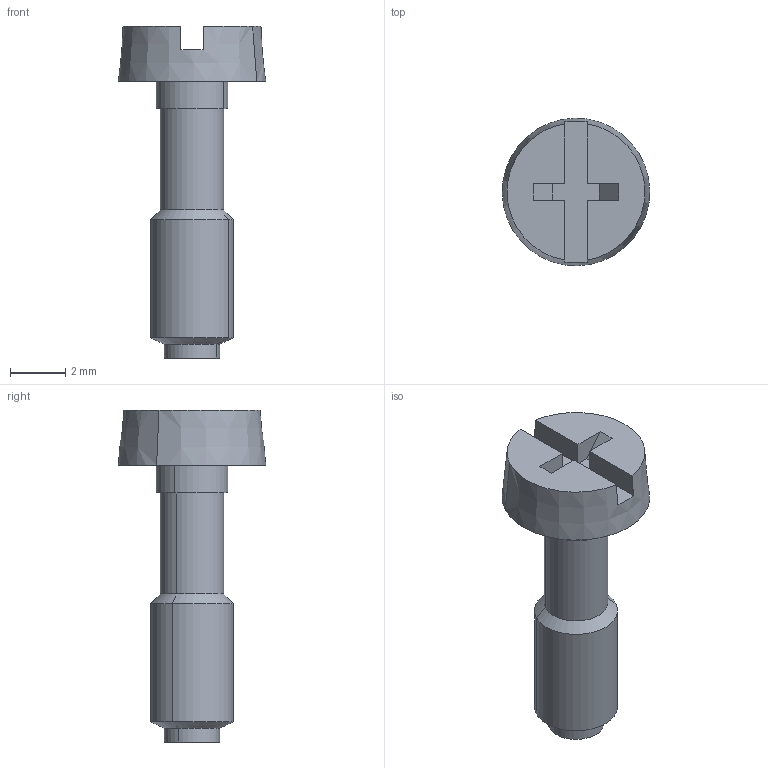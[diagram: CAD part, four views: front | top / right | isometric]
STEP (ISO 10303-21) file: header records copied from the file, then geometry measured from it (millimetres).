
FILE_DESCRIPTION(('CATIA V5 STEP Exchange','CAx-IF Rec.Pracs.--- Model Styling and Organization---1.4--- 2014-01-23'),'2;1');
FILE_NAME ('003905-2_0', '2021-09-07T13:10:52+00:00', ('none'), ('Weidmueller'), 'CATIA Version 5-6 Release 2016 SP3 HF44', 'CATIA V5 STEP AP214', 'none');
FILE_SCHEMA(('AUTOMOTIVE_DESIGN { 1 0 10303 214 1 1 1 1 }'));
Length unit declared in the file: millimetre
Products named in the file (1): 1029510000
Bounding box: 5.33 x 5.33 x 12 mm (x, y, z)
Volume: 92.9 mm3; surface area: 169.2 mm2
Topology: 1 solids, 1 shells, 30 faces, 70 edges, 44 vertices
Faces by surface type: plane 16, cylinder 8, cone 6
Entity records: 795 total; most frequent: CARTESIAN_POINT 145, ORIENTED_EDGE 140, DIRECTION 102, EDGE_CURVE 70, VERTEX_POINT 44, AXIS2_PLACEMENT_3D 43, VECTOR 42, LINE 42
